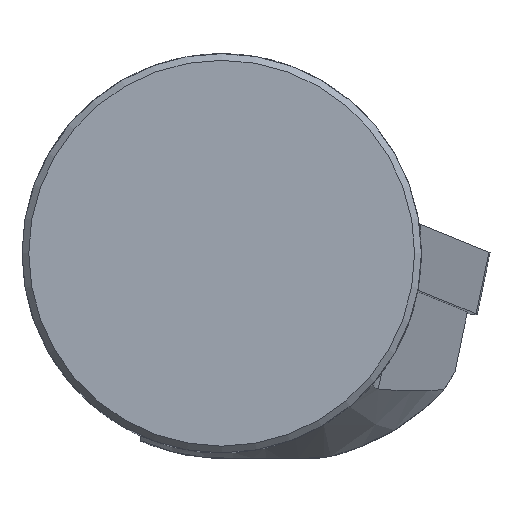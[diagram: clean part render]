
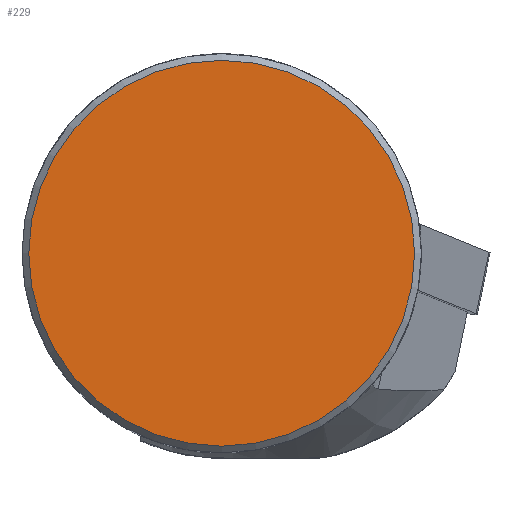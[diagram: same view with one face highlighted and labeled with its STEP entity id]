
A CAD part, top view. The second image highlights one B-rep face of the part: STEP entity #229.
In plain terms, the highlighted planar face has unit normal (0, 0, 1).
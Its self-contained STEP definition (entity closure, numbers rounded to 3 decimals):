
#183=CIRCLE('',#1537,19.325);
#229=ADVANCED_FACE('',(#337),#291,.T.);
#291=PLANE('',#1566);
#337=FACE_OUTER_BOUND('',#411,.T.);
#411=EDGE_LOOP('',(#810));
#810=ORIENTED_EDGE('',*,*,#1241,.T.);
#1100=VERTEX_POINT('',#2223);
#1241=EDGE_CURVE('',#1100,#1100,#183,.T.);
#1537=AXIS2_PLACEMENT_3D('',#2222,#1730,#1731);
#1566=AXIS2_PLACEMENT_3D('',#2367,#1801,#1802);
#1730=DIRECTION('',(0.,0.,1.));
#1731=DIRECTION('',(1.,0.,0.));
#1801=DIRECTION('',(0.,0.,1.));
#1802=DIRECTION('',(1.,0.,0.));
#2222=CARTESIAN_POINT('',(0.,0.,0.));
#2223=CARTESIAN_POINT('',(19.325,0.,0.));
#2367=CARTESIAN_POINT('',(0.,0.,0.));
